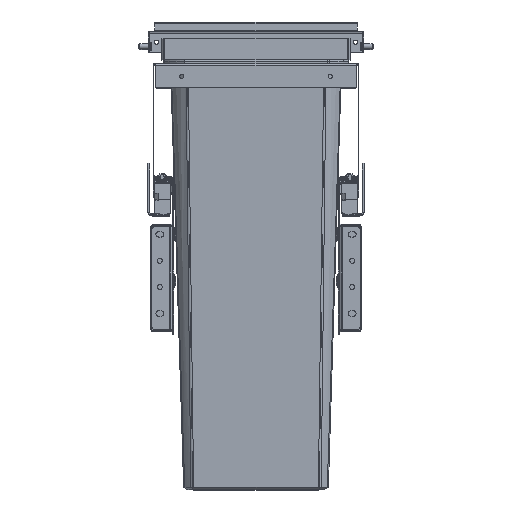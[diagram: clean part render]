
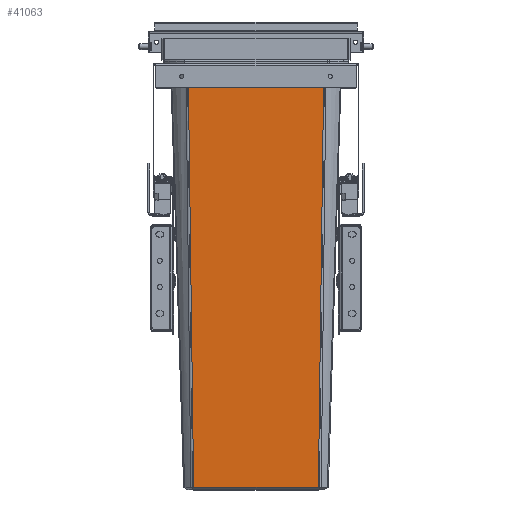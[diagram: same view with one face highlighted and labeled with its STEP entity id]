
A CAD part, top view. The second image highlights one B-rep face of the part: STEP entity #41063.
In plain terms, the highlighted planar face has unit normal (0, -0.031, 1).
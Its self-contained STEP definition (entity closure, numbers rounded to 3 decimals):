
#9039=EDGE_CURVE('9833',#20813,#20810,#20814,.T.);
#9091=EDGE_CURVE('9781',#20810,#20881,#20884,.T.);
#9093=EDGE_CURVE('9817',#20886,#20881,#20887,.T.);
#9095=EDGE_CURVE('9786',#20813,#20886,#20889,.T.);
#20810=VERTEX_POINT('',#40004);
#20813=VERTEX_POINT('',#40015);
#20814=LINE('',#40016,#40017);
#20881=VERTEX_POINT('',#40234);
#20884=B_SPLINE_CURVE_WITH_KNOTS('',3,(#40244,#40245,#40246,#40247,#40248,#40249),.UNSPECIFIED.,.F.,.F.,(4,1,1,4),(0.0,0.333,0.667,1.0),.UNSPECIFIED.);
#20886=VERTEX_POINT('',#40252);
#20887=LINE('',#40253,#40254);
#20889=B_SPLINE_CURVE_WITH_KNOTS('',3,(#40257,#40258,#40259,#40260,#40261,#40262),.UNSPECIFIED.,.F.,.F.,(4,1,1,4),(0.0,0.333,0.667,1.0),.UNSPECIFIED.);
#40004=CARTESIAN_POINT('',(-82.429,9.8,-16.429));
#40015=CARTESIAN_POINT('',(82.429,9.8,-16.429));
#40016=CARTESIAN_POINT('',(82.429,9.8,-16.429));
#40017=VECTOR('',#62048,164.858);
#40234=CARTESIAN_POINT('',(-75.632,-514.329,-32.767));
#40244=CARTESIAN_POINT('',(-82.429,9.8,-16.429));
#40245=CARTESIAN_POINT('',(-81.581,-56.973,-18.51));
#40246=CARTESIAN_POINT('',(-79.951,-184.811,-22.495));
#40247=CARTESIAN_POINT('',(-77.716,-358.072,-27.896));
#40248=CARTESIAN_POINT('',(-76.313,-463.993,-31.198));
#40249=CARTESIAN_POINT('',(-75.632,-514.329,-32.767));
#40252=CARTESIAN_POINT('',(75.632,-514.329,-32.767));
#40253=CARTESIAN_POINT('',(75.632,-514.329,-32.767));
#40254=VECTOR('',#62058,151.264);
#40257=CARTESIAN_POINT('',(82.429,9.8,-16.429));
#40258=CARTESIAN_POINT('',(81.581,-56.973,-18.51));
#40259=CARTESIAN_POINT('',(79.951,-184.81,-22.495));
#40260=CARTESIAN_POINT('',(77.716,-358.071,-27.896));
#40261=CARTESIAN_POINT('',(76.313,-463.993,-31.198));
#40262=CARTESIAN_POINT('',(75.632,-514.329,-32.767));
#41063=ADVANCED_FACE('7138',(#62418),#62419,.T.);
#62048=DIRECTION('',(-1.0,0.,0.0));
#62058=DIRECTION('',(-1.0,0.,0.0));
#62418=FACE_OUTER_BOUND('',#80184,.T.);
#62419=PLANE('',#80185);
#80184=EDGE_LOOP('',(#94012,#94013,#94014,#94015));
#80185=AXIS2_PLACEMENT_3D('',#94016,#94017,#94018);
#94012=ORIENTED_EDGE('',*,*,#9093,.F.);
#94013=ORIENTED_EDGE('',*,*,#9095,.F.);
#94014=ORIENTED_EDGE('',*,*,#9039,.T.);
#94015=ORIENTED_EDGE('',*,*,#9091,.T.);
#94016=CARTESIAN_POINT('',(0.,-242.469,-24.292));
#94017=DIRECTION('',(0.0,-0.031,1.));
#94018=DIRECTION('',(1.0,0.0,0.0));
